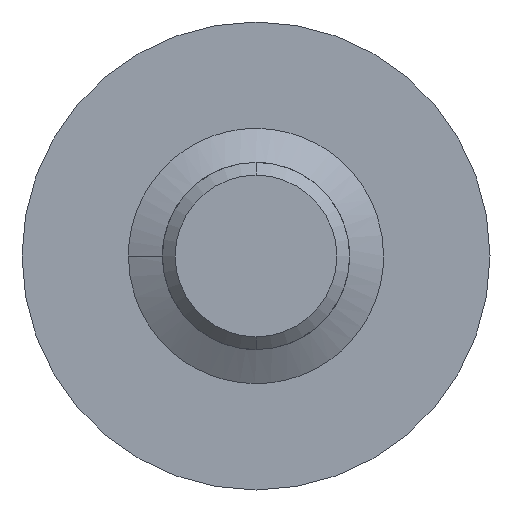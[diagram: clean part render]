
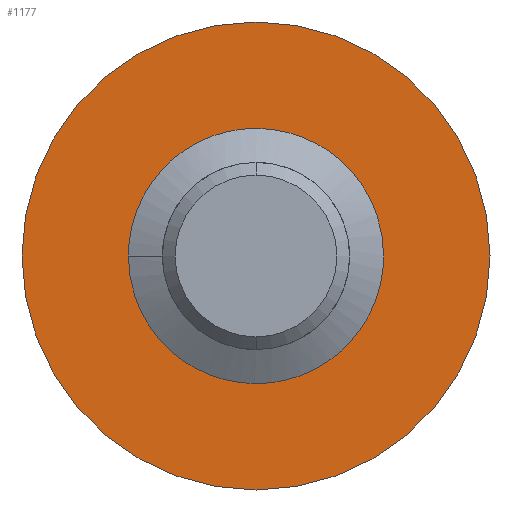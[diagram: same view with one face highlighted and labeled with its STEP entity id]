
A CAD part, front view. The second image highlights one B-rep face of the part: STEP entity #1177.
In plain terms, the highlighted planar face has unit normal (0, -1, 0).
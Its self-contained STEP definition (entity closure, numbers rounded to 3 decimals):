
#128 = CIRCLE ( 'NONE', #839, 1.1 ) ;
#154 = ORIENTED_EDGE ( 'NONE', *, *, #4352, .F. ) ;
#242 = DIRECTION ( 'NONE',  ( 0., 0., -1. ) ) ;
#513 = CARTESIAN_POINT ( 'NONE',  ( 0., 0., 0. ) ) ;
#824 = ORIENTED_EDGE ( 'NONE', *, *, #3289, .F. ) ;
#826 = CIRCLE ( 'NONE', #903, 1.1 ) ;
#839 = AXIS2_PLACEMENT_3D ( 'NONE', #2234, #1507, #1151 ) ;
#903 = AXIS2_PLACEMENT_3D ( 'NONE', #3699, #4753, #1444 ) ;
#1012 = FACE_OUTER_BOUND ( 'NONE', #4383, .T. ) ;
#1059 = PLANE ( 'NONE',  #3306 ) ;
#1108 = EDGE_CURVE ( 'NONE', #2895, #4366, #4469, .T. ) ;
#1141 = VERTEX_POINT ( 'NONE', #3553 ) ;
#1151 = DIRECTION ( 'NONE',  ( 0., 0., -1. ) ) ;
#1177 = ADVANCED_FACE ( 'NONE', ( #2458, #1012 ), #1059, .T. ) ;
#1418 = DIRECTION ( 'NONE',  ( 0., 0., 1. ) ) ;
#1444 = DIRECTION ( 'NONE',  ( 0., 0., -1. ) ) ;
#1507 = DIRECTION ( 'NONE',  ( 0., -1., 0. ) ) ;
#1603 = CIRCLE ( 'NONE', #3775, 1.1 ) ;
#1744 = EDGE_CURVE ( 'NONE', #3029, #4717, #128, .T. ) ;
#1838 = AXIS2_PLACEMENT_3D ( 'NONE', #2101, #2815, #1418 ) ;
#1851 = DIRECTION ( 'NONE',  ( 0., 0., 1. ) ) ;
#2021 = DIRECTION ( 'NONE',  ( 0., 0., -1. ) ) ;
#2101 = CARTESIAN_POINT ( 'NONE',  ( 0., 0., 0. ) ) ;
#2234 = CARTESIAN_POINT ( 'NONE',  ( 0., 0., 0. ) ) ;
#2249 = ORIENTED_EDGE ( 'NONE', *, *, #1744, .F. ) ;
#2458 = FACE_BOUND ( 'NONE', #3456, .T. ) ;
#2645 = CARTESIAN_POINT ( 'NONE',  ( 0., 0., 2.75 ) ) ;
#2665 = DIRECTION ( 'NONE',  ( 0., -1., 0. ) ) ;
#2691 = EDGE_CURVE ( 'NONE', #4717, #1141, #826, .T. ) ;
#2815 = DIRECTION ( 'NONE',  ( 0., 1., 0. ) ) ;
#2895 = VERTEX_POINT ( 'NONE', #2645 ) ;
#2896 = ORIENTED_EDGE ( 'NONE', *, *, #2691, .F. ) ;
#3029 = VERTEX_POINT ( 'NONE', #4315 ) ;
#3038 = CARTESIAN_POINT ( 'NONE',  ( 0., 0., -2.75 ) ) ;
#3143 = CIRCLE ( 'NONE', #3917, 2.75 ) ;
#3289 = EDGE_CURVE ( 'NONE', #4366, #2895, #3143, .T. ) ;
#3306 = AXIS2_PLACEMENT_3D ( 'NONE', #3960, #3982, #242 ) ;
#3338 = ORIENTED_EDGE ( 'NONE', *, *, #1108, .F. ) ;
#3407 = CARTESIAN_POINT ( 'NONE',  ( 0., 0., -1.1 ) ) ;
#3456 = EDGE_LOOP ( 'NONE', ( #2249, #154, #2896 ) ) ;
#3553 = CARTESIAN_POINT ( 'NONE',  ( 0., 0., 1.1 ) ) ;
#3699 = CARTESIAN_POINT ( 'NONE',  ( 0., 0., 0. ) ) ;
#3715 = CARTESIAN_POINT ( 'NONE',  ( 0., 0., 0. ) ) ;
#3775 = AXIS2_PLACEMENT_3D ( 'NONE', #513, #2665, #2021 ) ;
#3917 = AXIS2_PLACEMENT_3D ( 'NONE', #3715, #4749, #1851 ) ;
#3960 = CARTESIAN_POINT ( 'NONE',  ( 2.75, 0., 0. ) ) ;
#3982 = DIRECTION ( 'NONE',  ( 0., -1., 0. ) ) ;
#4315 = CARTESIAN_POINT ( 'NONE',  ( -1.1, 0., 0. ) ) ;
#4352 = EDGE_CURVE ( 'NONE', #1141, #3029, #1603, .T. ) ;
#4366 = VERTEX_POINT ( 'NONE', #3038 ) ;
#4383 = EDGE_LOOP ( 'NONE', ( #3338, #824 ) ) ;
#4469 = CIRCLE ( 'NONE', #1838, 2.75 ) ;
#4717 = VERTEX_POINT ( 'NONE', #3407 ) ;
#4749 = DIRECTION ( 'NONE',  ( 0., 1., 0. ) ) ;
#4753 = DIRECTION ( 'NONE',  ( 0., -1., 0. ) ) ;
